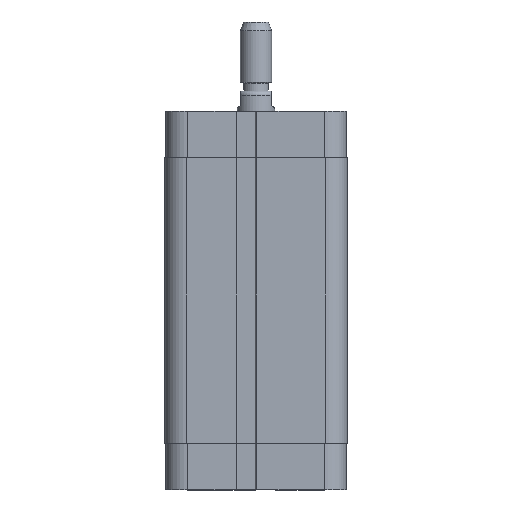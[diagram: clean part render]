
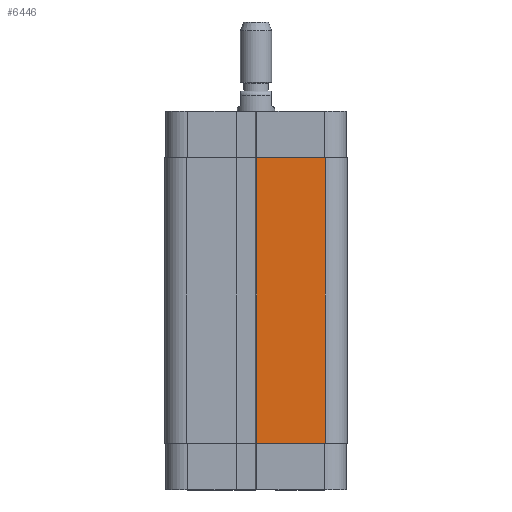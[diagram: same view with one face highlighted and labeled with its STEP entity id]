
A CAD part, top view. The second image highlights one B-rep face of the part: STEP entity #6446.
In plain terms, the highlighted planar face has unit normal (0, 0, 1).
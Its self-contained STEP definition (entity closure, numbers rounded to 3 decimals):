
#5013=CARTESIAN_POINT('',(0.25,45.5,29.05));
#5014=VERTEX_POINT('',#5013);
#5022=CARTESIAN_POINT('',(22.05,45.5,29.05));
#5023=VERTEX_POINT('',#5022);
#5024=CARTESIAN_POINT('',(22.05,45.5,29.05));
#5025=DIRECTION('',(-1.0,0.0,0.0));
#5026=VECTOR('',#5025,21.8);
#5027=LINE('',#5024,#5026);
#5028=EDGE_CURVE('',#5023,#5014,#5027,.T.);
#6080=CARTESIAN_POINT('',(22.05,-45.5,29.05));
#6081=VERTEX_POINT('',#6080);
#6089=CARTESIAN_POINT('',(0.25,-45.5,29.05));
#6090=VERTEX_POINT('',#6089);
#6091=CARTESIAN_POINT('',(0.25,-45.5,29.05));
#6092=DIRECTION('',(1.0,0.0,0.0));
#6093=VECTOR('',#6092,21.8);
#6094=LINE('',#6091,#6093);
#6095=EDGE_CURVE('',#6090,#6081,#6094,.T.);
#6414=CARTESIAN_POINT('',(22.05,45.5,29.05));
#6415=DIRECTION('',(0.0,-1.0,0.0));
#6416=VECTOR('',#6415,91.0);
#6417=LINE('',#6414,#6416);
#6418=EDGE_CURVE('',#5023,#6081,#6417,.T.);
#6430=CARTESIAN_POINT('',(22.05,0.0,29.05));
#6431=DIRECTION('',(0.0,0.0,1.0));
#6432=DIRECTION('',(1.0,0.0,0.0));
#6433=AXIS2_PLACEMENT_3D('',#6430,#6431,#6432);
#6434=PLANE('',#6433);
#6435=ORIENTED_EDGE('',*,*,#5028,.T.);
#6436=CARTESIAN_POINT('',(0.25,45.5,29.05));
#6437=DIRECTION('',(0.0,-1.0,0.0));
#6438=VECTOR('',#6437,91.0);
#6439=LINE('',#6436,#6438);
#6440=EDGE_CURVE('',#5014,#6090,#6439,.T.);
#6441=ORIENTED_EDGE('',*,*,#6440,.T.);
#6442=ORIENTED_EDGE('',*,*,#6095,.T.);
#6443=ORIENTED_EDGE('',*,*,#6418,.F.);
#6444=EDGE_LOOP('',(#6435,#6441,#6442,#6443));
#6445=FACE_OUTER_BOUND('',#6444,.T.);
#6446=ADVANCED_FACE('',(#6445),#6434,.T.);
